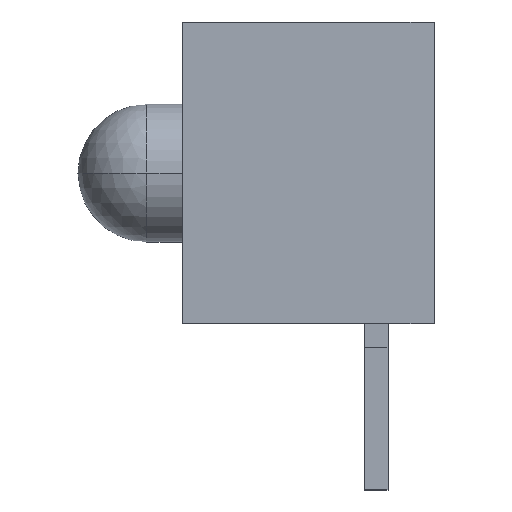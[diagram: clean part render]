
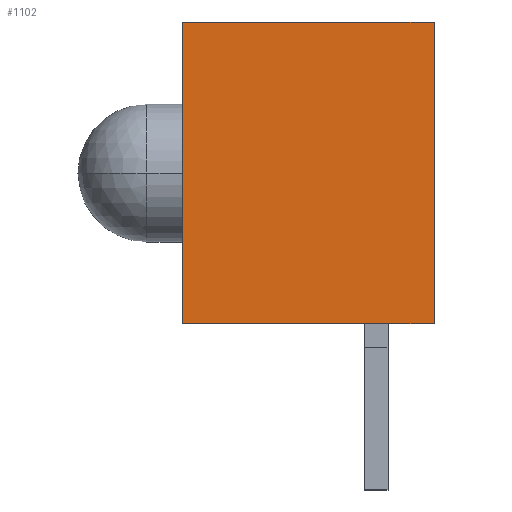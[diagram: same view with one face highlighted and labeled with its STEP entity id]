
A CAD part, top view. The second image highlights one B-rep face of the part: STEP entity #1102.
In plain terms, the highlighted planar face has unit normal (0, 0, 1).
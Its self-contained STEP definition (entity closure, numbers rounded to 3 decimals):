
#13 = DIRECTION ( 'NONE',  ( 0., -1., 0. ) ) ;
#48 = VERTEX_POINT ( 'NONE', #807 ) ;
#88 = CARTESIAN_POINT ( 'NONE',  ( 2.65, 0., 2. ) ) ;
#100 = CARTESIAN_POINT ( 'NONE',  ( -2.65, 0., 2. ) ) ;
#107 = LINE ( 'NONE', #1041, #392 ) ;
#132 = CARTESIAN_POINT ( 'NONE',  ( 2.65, 6.35, 2. ) ) ;
#282 = ORIENTED_EDGE ( 'NONE', *, *, #1207, .F. ) ;
#299 = DIRECTION ( 'NONE',  ( 0., 0., -1. ) ) ;
#307 = CARTESIAN_POINT ( 'NONE',  ( 2.65, 6.35, 2. ) ) ;
#381 = FACE_OUTER_BOUND ( 'NONE', #1109, .T. ) ;
#384 = EDGE_CURVE ( 'NONE', #567, #1245, #805, .T. ) ;
#387 = LINE ( 'NONE', #307, #1092 ) ;
#392 = VECTOR ( 'NONE', #13, 1000. ) ;
#402 = CARTESIAN_POINT ( 'NONE',  ( 2.65, 0., 2. ) ) ;
#463 = ORIENTED_EDGE ( 'NONE', *, *, #806, .T. ) ;
#481 = AXIS2_PLACEMENT_3D ( 'NONE', #88, #299, #1203 ) ;
#530 = LINE ( 'NONE', #1241, #1029 ) ;
#567 = VERTEX_POINT ( 'NONE', #132 ) ;
#695 = DIRECTION ( 'NONE',  ( 0., -1., 0. ) ) ;
#753 = ORIENTED_EDGE ( 'NONE', *, *, #954, .T. ) ;
#790 = CARTESIAN_POINT ( 'NONE',  ( 2.65, 0., 2. ) ) ;
#792 = PLANE ( 'NONE',  #481 ) ;
#804 = ORIENTED_EDGE ( 'NONE', *, *, #384, .F. ) ;
#805 = LINE ( 'NONE', #790, #1132 ) ;
#806 = EDGE_CURVE ( 'NONE', #567, #48, #387, .T. ) ;
#807 = CARTESIAN_POINT ( 'NONE',  ( -2.65, 6.35, 2. ) ) ;
#846 = VERTEX_POINT ( 'NONE', #100 ) ;
#954 = EDGE_CURVE ( 'NONE', #48, #846, #107, .T. ) ;
#998 = DIRECTION ( 'NONE',  ( -1., 0., 0. ) ) ;
#1029 = VECTOR ( 'NONE', #1127, 1000. ) ;
#1041 = CARTESIAN_POINT ( 'NONE',  ( -2.65, 0., 2. ) ) ;
#1092 = VECTOR ( 'NONE', #998, 1000. ) ;
#1102 = ADVANCED_FACE ( 'NONE', ( #381 ), #792, .F. ) ;
#1109 = EDGE_LOOP ( 'NONE', ( #753, #282, #804, #463 ) ) ;
#1127 = DIRECTION ( 'NONE',  ( -1., 0., 0. ) ) ;
#1132 = VECTOR ( 'NONE', #695, 1000. ) ;
#1203 = DIRECTION ( 'NONE',  ( -1., 0., 0. ) ) ;
#1207 = EDGE_CURVE ( 'NONE', #1245, #846, #530, .T. ) ;
#1241 = CARTESIAN_POINT ( 'NONE',  ( 2.65, 0., 2. ) ) ;
#1245 = VERTEX_POINT ( 'NONE', #402 ) ;
